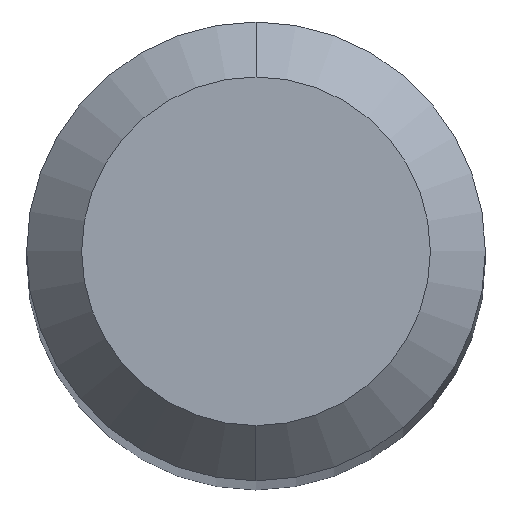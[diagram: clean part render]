
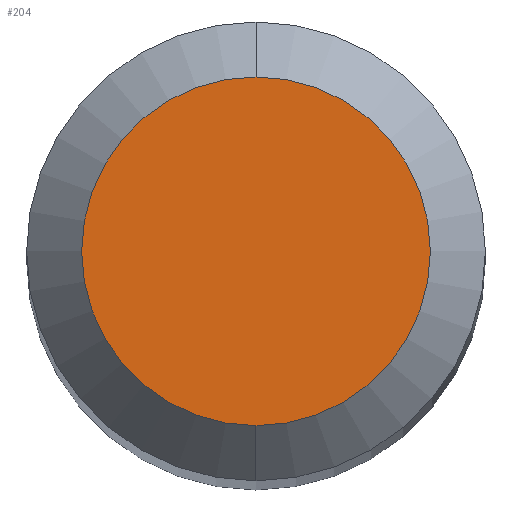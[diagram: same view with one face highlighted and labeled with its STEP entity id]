
A CAD part, top view. The second image highlights one B-rep face of the part: STEP entity #204.
In plain terms, the highlighted planar face has unit normal (0, 0, 1).
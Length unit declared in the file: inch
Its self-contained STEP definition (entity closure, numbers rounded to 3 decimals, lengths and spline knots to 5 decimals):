
#4 = CARTESIAN_POINT ( 'NONE',  ( 0., 0., 0. ) ) ;
#11 = ORIENTED_EDGE ( 'NONE', *, *, #81, .T. ) ;
#14 = DIRECTION ( 'NONE',  ( 0., 1., 0. ) ) ;
#35 = VERTEX_POINT ( 'NONE', #241 ) ;
#49 = CARTESIAN_POINT ( 'NONE',  ( 0., 0.0475, 0. ) ) ;
#53 = DIRECTION ( 'NONE',  ( 0., 0., -1. ) ) ;
#81 = EDGE_CURVE ( 'NONE', #376, #35, #249, .T. ) ;
#89 = FACE_OUTER_BOUND ( 'NONE', #311, .T. ) ;
#105 = DIRECTION ( 'NONE',  ( 0., -1., 0. ) ) ;
#119 = DIRECTION ( 'NONE',  ( 0., -1., 0. ) ) ;
#135 = CIRCLE ( 'NONE', #321, 0.0475 ) ;
#142 = CARTESIAN_POINT ( 'NONE',  ( 0., -0.0475, 0. ) ) ;
#143 = AXIS2_PLACEMENT_3D ( 'NONE', #4, #322, #119 ) ;
#204 = ADVANCED_FACE ( 'NONE', ( #89 ), #251, .F. ) ;
#241 = CARTESIAN_POINT ( 'NONE',  ( 0., 0.0475, 0. ) ) ;
#249 = CIRCLE ( 'NONE', #143, 0.0475 ) ;
#250 = AXIS2_PLACEMENT_3D ( 'NONE', #49, #53, #14 ) ;
#251 = PLANE ( 'NONE',  #250 ) ;
#262 = CARTESIAN_POINT ( 'NONE',  ( 0., 0., 0. ) ) ;
#311 = EDGE_LOOP ( 'NONE', ( #506, #11 ) ) ;
#321 = AXIS2_PLACEMENT_3D ( 'NONE', #262, #497, #105 ) ;
#322 = DIRECTION ( 'NONE',  ( 0., 0., 1. ) ) ;
#376 = VERTEX_POINT ( 'NONE', #142 ) ;
#451 = EDGE_CURVE ( 'NONE', #35, #376, #135, .T. ) ;
#497 = DIRECTION ( 'NONE',  ( 0., 0., 1. ) ) ;
#506 = ORIENTED_EDGE ( 'NONE', *, *, #451, .T. ) ;
